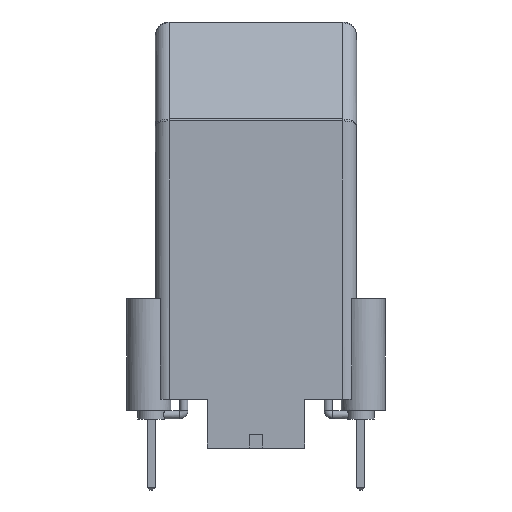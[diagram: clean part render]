
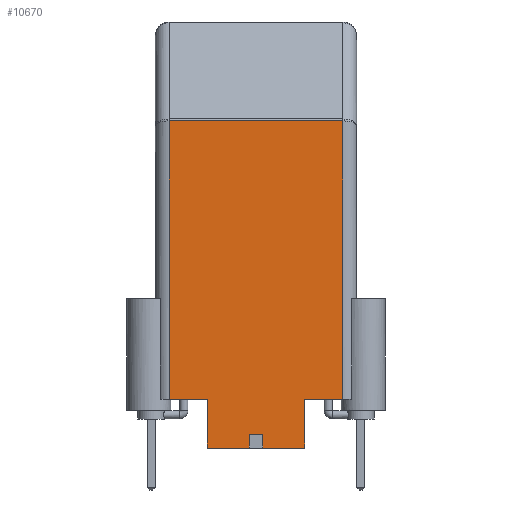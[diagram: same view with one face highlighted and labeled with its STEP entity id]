
A CAD part, front view. The second image highlights one B-rep face of the part: STEP entity #10670.
In plain terms, the highlighted face is planar.
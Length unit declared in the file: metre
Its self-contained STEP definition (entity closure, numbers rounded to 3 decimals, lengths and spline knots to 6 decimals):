
#56=LINE('',#18031,#604);
#70=LINE('',#18061,#618);
#72=LINE('',#18066,#620);
#104=LINE('',#18191,#652);
#127=LINE('',#18252,#675);
#130=LINE('',#18260,#678);
#133=LINE('',#18269,#681);
#477=LINE('',#20069,#1025);
#485=LINE('',#20085,#1033);
#486=LINE('',#20087,#1034);
#487=LINE('',#20089,#1035);
#488=LINE('',#20090,#1036);
#604=VECTOR('',#11942,1.);
#618=VECTOR('',#11964,1.);
#620=VECTOR('',#11968,1.);
#652=VECTOR('',#12088,1.);
#675=VECTOR('',#12145,1.);
#678=VECTOR('',#12154,1.);
#681=VECTOR('',#12163,1.);
#1025=VECTOR('',#12829,1.);
#1033=VECTOR('',#12843,1.);
#1034=VECTOR('',#12844,1.);
#1035=VECTOR('',#12845,1.);
#1036=VECTOR('',#12846,1.);
#1305=PLANE('',#11306);
#2803=ORIENTED_EDGE('',*,*,#4129,.T.);
#2804=ORIENTED_EDGE('',*,*,#3655,.F.);
#2805=ORIENTED_EDGE('',*,*,#3599,.T.);
#2806=ORIENTED_EDGE('',*,*,#3695,.T.);
#2807=ORIENTED_EDGE('',*,*,#4121,.T.);
#2808=ORIENTED_EDGE('',*,*,#4130,.F.);
#2809=ORIENTED_EDGE('',*,*,#4131,.F.);
#2810=ORIENTED_EDGE('',*,*,#3685,.T.);
#2811=ORIENTED_EDGE('',*,*,#3597,.F.);
#2812=ORIENTED_EDGE('',*,*,#3690,.F.);
#2813=ORIENTED_EDGE('',*,*,#3583,.F.);
#2814=ORIENTED_EDGE('',*,*,#4132,.T.);
#3583=EDGE_CURVE('',#4501,#4499,#56,.T.);
#3597=EDGE_CURVE('',#4513,#4510,#70,.T.);
#3599=EDGE_CURVE('',#4516,#4515,#72,.T.);
#3655=EDGE_CURVE('',#4516,#4565,#104,.T.);
#3685=EDGE_CURVE('',#4586,#4510,#127,.T.);
#3690=EDGE_CURVE('',#4499,#4513,#130,.T.);
#3695=EDGE_CURVE('',#4515,#4590,#133,.T.);
#4121=EDGE_CURVE('',#4590,#4882,#477,.T.);
#4129=EDGE_CURVE('',#4888,#4565,#485,.T.);
#4130=EDGE_CURVE('',#4889,#4882,#486,.T.);
#4131=EDGE_CURVE('',#4586,#4889,#487,.T.);
#4132=EDGE_CURVE('',#4501,#4888,#488,.T.);
#4499=VERTEX_POINT('',#18026);
#4501=VERTEX_POINT('',#18030);
#4510=VERTEX_POINT('',#18055);
#4513=VERTEX_POINT('',#18060);
#4515=VERTEX_POINT('',#18065);
#4516=VERTEX_POINT('',#18067);
#4565=VERTEX_POINT('',#18192);
#4586=VERTEX_POINT('',#18253);
#4590=VERTEX_POINT('',#18268);
#4882=VERTEX_POINT('',#20068);
#4888=VERTEX_POINT('',#20086);
#4889=VERTEX_POINT('',#20088);
#5767=EDGE_LOOP('',(#2803,#2804,#2805,#2806,#2807,#2808,#2809,#2810,#2811,
#2812,#2813,#2814));
#6527=FACE_BOUND('',#5767,.T.);
#10670=ADVANCED_FACE('',(#6527),#1305,.F.);
#11306=AXIS2_PLACEMENT_3D('',#20084,#12841,#12842);
#11942=DIRECTION('',(0.,0.,-1.));
#11964=DIRECTION('',(0.,0.,1.));
#11968=DIRECTION('',(0.,0.,1.));
#12088=DIRECTION('',(0.,-1.,0.));
#12145=DIRECTION('',(0.,1.,0.));
#12154=DIRECTION('',(0.,-1.,0.));
#12163=DIRECTION('',(0.,1.,0.));
#12829=DIRECTION('',(0.,0.,1.));
#12841=DIRECTION('',(-1.,0.,0.));
#12842=DIRECTION('',(0.,0.,1.));
#12843=DIRECTION('',(0.,0.,-1.));
#12844=DIRECTION('',(0.,1.,0.));
#12845=DIRECTION('',(0.,0.,1.));
#12846=DIRECTION('',(0.,1.,0.));
#18026=CARTESIAN_POINT('',(0.01325,-0.0005,-0.0035));
#18030=CARTESIAN_POINT('',(0.01325,-0.0005,-0.0025));
#18031=CARTESIAN_POINT('',(0.01325,-0.0005,-0.0025));
#18055=CARTESIAN_POINT('',(0.01325,-0.0035,0.));
#18060=CARTESIAN_POINT('',(0.01325,-0.0035,-0.0035));
#18061=CARTESIAN_POINT('',(0.01325,-0.0035,-0.0035));
#18065=CARTESIAN_POINT('',(0.01325,0.0035,0.));
#18066=CARTESIAN_POINT('',(0.01325,0.0035,-0.0035));
#18067=CARTESIAN_POINT('',(0.01325,0.0035,-0.0035));
#18191=CARTESIAN_POINT('',(0.01325,0.0035,-0.0035));
#18192=CARTESIAN_POINT('',(0.01325,0.0005,-0.0035));
#18252=CARTESIAN_POINT('',(0.01325,-0.0072,0.));
#18253=CARTESIAN_POINT('',(0.01325,-0.0062,0.));
#18260=CARTESIAN_POINT('',(0.01325,0.0035,-0.0035));
#18268=CARTESIAN_POINT('',(0.01325,0.0062,0.));
#18269=CARTESIAN_POINT('',(0.01325,-0.0072,0.));
#20068=CARTESIAN_POINT('',(0.01325,0.0062,0.019917));
#20069=CARTESIAN_POINT('',(0.01325,0.0062,0.));
#20084=CARTESIAN_POINT('',(0.01325,-0.0072,0.));
#20085=CARTESIAN_POINT('',(0.01325,0.0005,-0.0025));
#20086=CARTESIAN_POINT('',(0.01325,0.0005,-0.0025));
#20087=CARTESIAN_POINT('',(0.01325,-0.0072,0.019917));
#20088=CARTESIAN_POINT('',(0.01325,-0.0062,0.019917));
#20089=CARTESIAN_POINT('',(0.01325,-0.0062,0.));
#20090=CARTESIAN_POINT('',(0.01325,-0.0005,-0.0025));
